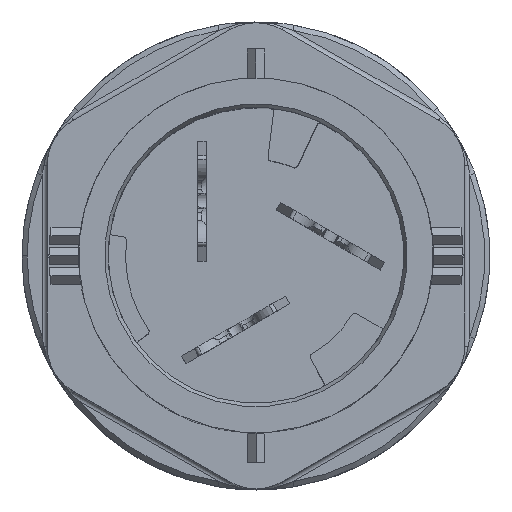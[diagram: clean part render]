
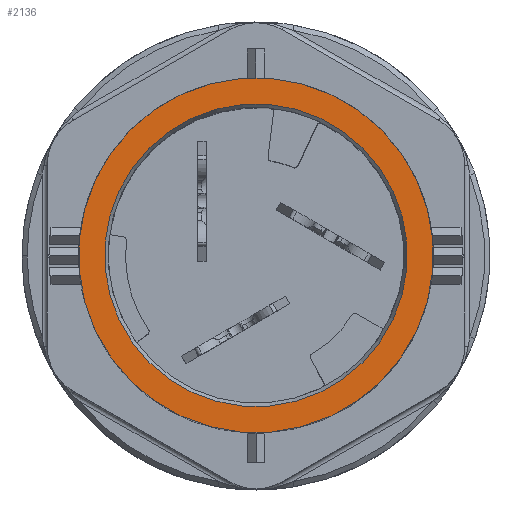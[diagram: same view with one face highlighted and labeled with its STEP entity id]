
A CAD part, top view. The second image highlights one B-rep face of the part: STEP entity #2136.
In plain terms, the highlighted planar face has unit normal (0, 0, 1).
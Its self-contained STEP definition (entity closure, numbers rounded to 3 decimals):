
#1560=FACE_BOUND('',#3353,.T.);
#1561=FACE_BOUND('',#3354,.T.);
#1832=PLANE('',#10894);
#2136=ADVANCED_FACE('',(#1560,#1561),#1832,.T.);
#3353=EDGE_LOOP('',(#4955));
#3354=EDGE_LOOP('',(#4956));
#3873=CIRCLE('',#10891,10.2);
#3874=CIRCLE('',#10893,8.7);
#4955=ORIENTED_EDGE('',*,*,#8147,.T.);
#4956=ORIENTED_EDGE('',*,*,#8146,.F.);
#7155=VERTEX_POINT('',#15737);
#7156=VERTEX_POINT('',#15740);
#8146=EDGE_CURVE('',#7155,#7155,#3873,.T.);
#8147=EDGE_CURVE('',#7156,#7156,#3874,.T.);
#10891=AXIS2_PLACEMENT_3D('',#15736,#12313,#12314);
#10893=AXIS2_PLACEMENT_3D('',#15739,#12317,#12318);
#10894=AXIS2_PLACEMENT_3D('',#15741,#12319,#12320);
#12313=DIRECTION('',(0.,0.,-1.));
#12314=DIRECTION('',(-0.966,-0.259,0.));
#12317=DIRECTION('',(0.,0.,-1.));
#12318=DIRECTION('',(0.966,0.259,0.));
#12319=DIRECTION('',(0.,0.,1.));
#12320=DIRECTION('',(0.966,0.259,0.));
#15736=CARTESIAN_POINT('',(0.,0.,35.9));
#15737=CARTESIAN_POINT('',(-9.852,-2.64,35.9));
#15739=CARTESIAN_POINT('',(0.,0.,35.9));
#15740=CARTESIAN_POINT('',(8.404,2.252,35.9));
#15741=CARTESIAN_POINT('',(-7.573,-13.117,35.9));
